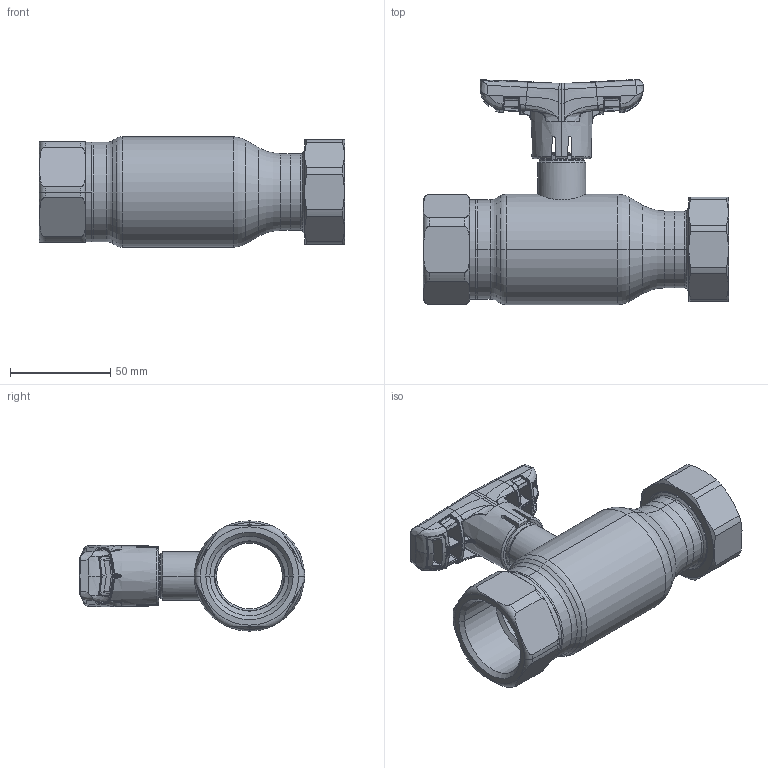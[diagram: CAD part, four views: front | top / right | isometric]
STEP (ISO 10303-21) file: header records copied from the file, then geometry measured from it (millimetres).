
FILE_DESCRIPTION (( 'STEP AP214' ), '1' );
FILE_NAME ('2032002200-0400.step', '2024-01-11T11:26:46', ( '' ), ( '' ), 'SwSTEP 2.0', 'SolidWorks 2021', '' );
FILE_SCHEMA (( 'AUTOMOTIVE_DESIGN' ));
Length unit declared in the file: millimetre
Products named in the file (1): 2032002200-0400
Bounding box: 152.2 x 112.33 x 55 mm (x, y, z)
Surface area: 52832.9 mm2 (no closed solid volume)
Topology: 0 solids, 9 shells, 665 faces, 1937 edges, 1221 vertices
Faces by surface type: bspline 472, cylinder 65, plane 60, cone 36, torus 30, sphere 2
Entity records: 56688 total; most frequent: CARTESIAN_POINT 36213, ORIENTED_EDGE 3394, EDGE_CURVE 1927, DIRECTION 1473, B_SPLINE_CURVE_WITH_KNOTS 1281, VERTEX_POINT 1218, EDGE_LOOP 674, UNCERTAINTY_MEASURE_WITH_UNIT 664
